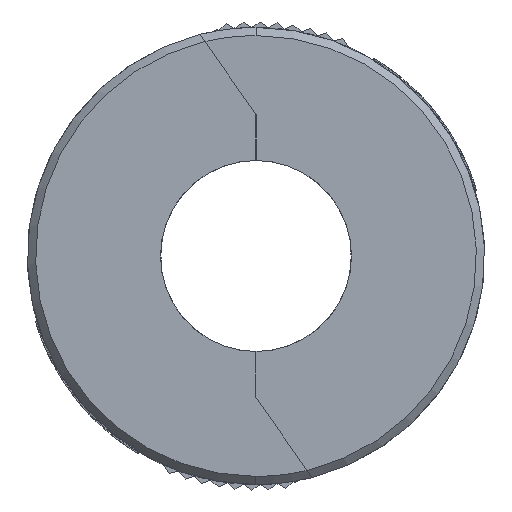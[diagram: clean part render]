
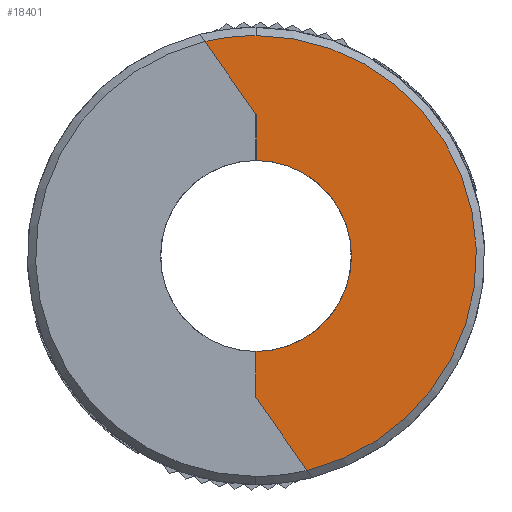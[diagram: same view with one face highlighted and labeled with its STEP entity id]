
A CAD part, left-side view. The second image highlights one B-rep face of the part: STEP entity #18401.
In plain terms, the highlighted planar face has unit normal (-1, 0, 0).
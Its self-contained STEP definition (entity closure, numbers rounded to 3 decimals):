
#900 = DIRECTION ( 'NONE',  ( 0., 0., 1. ) ) ;
#936 = CARTESIAN_POINT ( 'NONE',  ( 0., 0., 0. ) ) ;
#962 = LINE ( 'NONE', #21248, #7139 ) ;
#2123 = VECTOR ( 'NONE', #14773, 1000. ) ;
#4572 = DIRECTION ( 'NONE',  ( -1., 0., 0. ) ) ;
#5215 = ORIENTED_EDGE ( 'NONE', *, *, #29801, .T. ) ;
#5974 = EDGE_CURVE ( 'NONE', #49605, #32394, #63491, .T. ) ;
#6637 = VERTEX_POINT ( 'NONE', #32583 ) ;
#7139 = VECTOR ( 'NONE', #61821, 1000. ) ;
#12722 = VERTEX_POINT ( 'NONE', #59203 ) ;
#12850 = ORIENTED_EDGE ( 'NONE', *, *, #14368, .T. ) ;
#14368 = EDGE_CURVE ( 'NONE', #32394, #6637, #58409, .T. ) ;
#14434 = CARTESIAN_POINT ( 'NONE',  ( 0., 0., -26. ) ) ;
#14773 = DIRECTION ( 'NONE',  ( 0., 0., -1. ) ) ;
#16211 = ORIENTED_EDGE ( 'NONE', *, *, #41967, .F. ) ;
#16674 = DIRECTION ( 'NONE',  ( -1., 0., 0. ) ) ;
#18401 = ADVANCED_FACE ( 'NONE', ( #19307 ), #34244, .F. ) ;
#19307 = FACE_OUTER_BOUND ( 'NONE', #64092, .T. ) ;
#19615 = DIRECTION ( 'NONE',  ( 0., 0., 1. ) ) ;
#19616 = CIRCLE ( 'NONE', #65290, 40.5 ) ;
#21080 = VECTOR ( 'NONE', #43707, 1000. ) ;
#21248 = CARTESIAN_POINT ( 'NONE',  ( 0., 0., 0. ) ) ;
#21988 = CARTESIAN_POINT ( 'NONE',  ( 0., 0., 0. ) ) ;
#22210 = VECTOR ( 'NONE', #23246, 1000. ) ;
#22539 = DIRECTION ( 'NONE',  ( -1., 0., 0. ) ) ;
#23246 = DIRECTION ( 'NONE',  ( 0., -0.574, -0.819 ) ) ;
#23463 = CARTESIAN_POINT ( 'NONE',  ( 0., 0., 26. ) ) ;
#29461 = CARTESIAN_POINT ( 'NONE',  ( 0., 0., -17.55 ) ) ;
#29801 = EDGE_CURVE ( 'NONE', #38785, #34294, #962, .T. ) ;
#30018 = CARTESIAN_POINT ( 'NONE',  ( 0., 0., -26. ) ) ;
#30264 = CARTESIAN_POINT ( 'NONE',  ( 0., -12.55, 0. ) ) ;
#32394 = VERTEX_POINT ( 'NONE', #34213 ) ;
#32583 = CARTESIAN_POINT ( 'NONE',  ( 0., 0., 26. ) ) ;
#34213 = CARTESIAN_POINT ( 'NONE',  ( 0., 9.382, 39.398 ) ) ;
#34244 = PLANE ( 'NONE',  #45454 ) ;
#34294 = VERTEX_POINT ( 'NONE', #30018 ) ;
#36268 = EDGE_CURVE ( 'NONE', #34294, #46160, #61860, .T. ) ;
#36532 = CARTESIAN_POINT ( 'NONE',  ( 0., 0., -26. ) ) ;
#36890 = DIRECTION ( 'NONE',  ( 0., 0., -1. ) ) ;
#37526 = CIRCLE ( 'NONE', #63057, 17.55 ) ;
#38785 = VERTEX_POINT ( 'NONE', #29461 ) ;
#40171 = DIRECTION ( 'NONE',  ( 1., 0., 0. ) ) ;
#40934 = EDGE_CURVE ( 'NONE', #6637, #12722, #60016, .T. ) ;
#40963 = CARTESIAN_POINT ( 'NONE',  ( 0., 0., 40.5 ) ) ;
#41967 = EDGE_CURVE ( 'NONE', #38785, #12722, #37526, .T. ) ;
#43707 = DIRECTION ( 'NONE',  ( 0., -0.574, -0.819 ) ) ;
#45432 = CARTESIAN_POINT ( 'NONE',  ( 0., 0., 0. ) ) ;
#45454 = AXIS2_PLACEMENT_3D ( 'NONE', #30264, #40171, #19615 ) ;
#46160 = VERTEX_POINT ( 'NONE', #59179 ) ;
#47522 = AXIS2_PLACEMENT_3D ( 'NONE', #936, #22539, #52115 ) ;
#49208 = ORIENTED_EDGE ( 'NONE', *, *, #5974, .T. ) ;
#49605 = VERTEX_POINT ( 'NONE', #40963 ) ;
#52115 = DIRECTION ( 'NONE',  ( 0., 0., 1. ) ) ;
#58409 = LINE ( 'NONE', #23463, #21080 ) ;
#59179 = CARTESIAN_POINT ( 'NONE',  ( 0., -9.382, -39.398 ) ) ;
#59203 = CARTESIAN_POINT ( 'NONE',  ( 0., 0., 17.55 ) ) ;
#60016 = LINE ( 'NONE', #14434, #2123 ) ;
#61821 = DIRECTION ( 'NONE',  ( 0., 0., -1. ) ) ;
#61860 = LINE ( 'NONE', #36532, #22210 ) ;
#61919 = EDGE_CURVE ( 'NONE', #46160, #49605, #19616, .T. ) ;
#63057 = AXIS2_PLACEMENT_3D ( 'NONE', #21988, #16674, #36890 ) ;
#63491 = CIRCLE ( 'NONE', #47522, 40.5 ) ;
#63986 = ORIENTED_EDGE ( 'NONE', *, *, #61919, .T. ) ;
#64092 = EDGE_LOOP ( 'NONE', ( #65449, #16211, #5215, #64529, #63986, #49208, #12850 ) ) ;
#64529 = ORIENTED_EDGE ( 'NONE', *, *, #36268, .T. ) ;
#65290 = AXIS2_PLACEMENT_3D ( 'NONE', #45432, #4572, #900 ) ;
#65449 = ORIENTED_EDGE ( 'NONE', *, *, #40934, .T. ) ;
